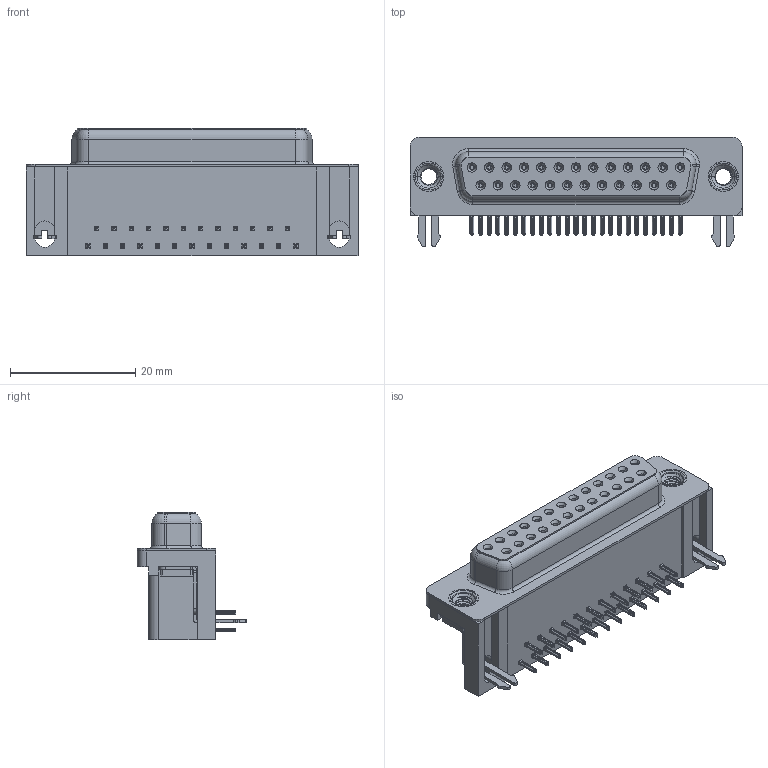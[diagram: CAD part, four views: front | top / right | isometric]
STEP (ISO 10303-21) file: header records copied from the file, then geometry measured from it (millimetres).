
FILE_DESCRIPTION (( 'STEP AP203' ), '1' );
FILE_NAME ('630-025-640-035.STEP', '2021-09-22T14:10:09', ( '' ), ( '' ), 'SwSTEP 2.0', 'SolidWorks 2020', '' );
FILE_SCHEMA (( 'CONFIG_CONTROL_DESIGN' ));
Length unit declared in the file: millimetre
Products named in the file (7): 630 Housing_25 Socket; 630-025-640-035; 630 2 Prong Board Lock; 630 M3 Threaded Rivet; 630 Contact Top; 630 Shell_25 Socket; 630 Contact Bottom
Assembly tree (31 placements, depth 2):
  630-025-640-035
    630 Housing_25 Socket
    630 Shell_25 Socket
    630 Contact Bottom  x12
    630 Contact Top  x13
    630 2 Prong Board Lock  x2
    630 M3 Threaded Rivet  x2
Bounding box: 53.04 x 17.48 x 20.4 mm (x, y, z)
Volume: 8586.8 mm3; surface area: 10114.5 mm2
Topology: 31 solids, 31 shells, 3890 faces, 10226 edges, 6418 vertices
Faces by surface type: plane 1754, cylinder 932, bspline 858, cone 308, torus 38
Entity records: 31219 total; most frequent: CARTESIAN_POINT 9473, ORIENTED_EDGE 4334, DIRECTION 3978, EDGE_CURVE 2167, LINE 1418, VECTOR 1418, VERTEX_POINT 1385, AXIS2_PLACEMENT_3D 1280
